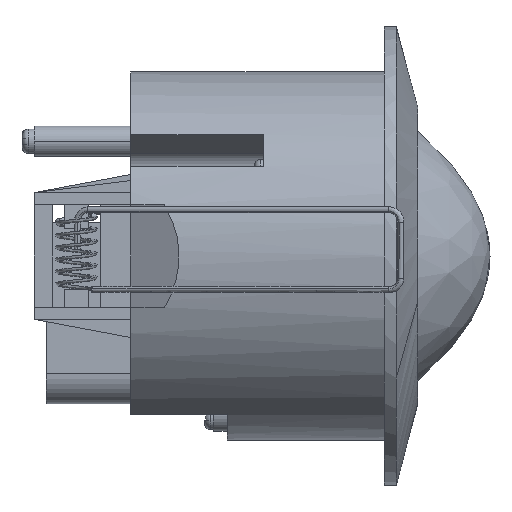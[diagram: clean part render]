
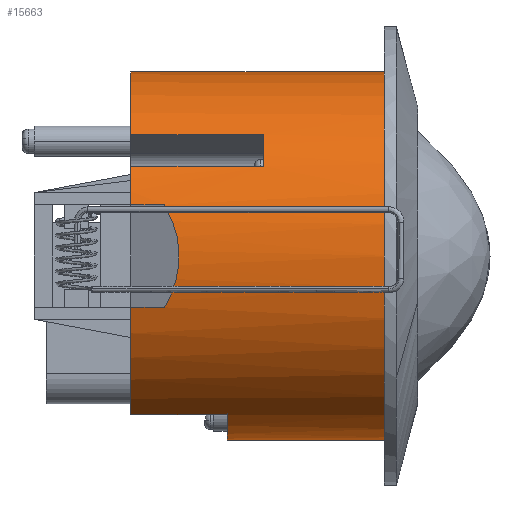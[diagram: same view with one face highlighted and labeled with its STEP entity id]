
A CAD part, left-side view. The second image highlights one B-rep face of the part: STEP entity #15663.
In plain terms, the highlighted cylindrical face has radius 30.5 mm (diameter 61 mm), a partial arc.
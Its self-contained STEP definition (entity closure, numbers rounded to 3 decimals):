
#585 = CARTESIAN_POINT ( 'NONE',  ( -26.617, 23., 14.892 ) ) ;
#680 = AXIS2_PLACEMENT_3D ( 'NONE', #15140, #9869, #7511 ) ;
#740 = CARTESIAN_POINT ( 'NONE',  ( -29.292, 39.417, -8.5 ) ) ;
#875 = VERTEX_POINT ( 'NONE', #14794 ) ;
#1006 = DIRECTION ( 'NONE',  ( 0., -1., 0. ) ) ;
#1045 = ORIENTED_EDGE ( 'NONE', *, *, #5106, .T. ) ;
#1075 = ORIENTED_EDGE ( 'NONE', *, *, #1427, .F. ) ;
#1196 = ORIENTED_EDGE ( 'NONE', *, *, #9469, .T. ) ;
#1427 = EDGE_CURVE ( 'NONE', #14681, #8579, #11580, .T. ) ;
#1762 = DIRECTION ( 'NONE',  ( 0., 0., 1. ) ) ;
#2048 = EDGE_CURVE ( 'NONE', #12634, #7197, #2413, .T. ) ;
#2131 = VERTEX_POINT ( 'NONE', #3092 ) ;
#2168 = VERTEX_POINT ( 'NONE', #585 ) ;
#2242 = EDGE_CURVE ( 'NONE', #12275, #8760, #11527, .T. ) ;
#2413 = CIRCLE ( 'NONE', #3301, 30.5 ) ;
#2566 = VERTEX_POINT ( 'NONE', #11696 ) ;
#2630 = ORIENTED_EDGE ( 'NONE', *, *, #2048, .F. ) ;
#2784 = CARTESIAN_POINT ( 'NONE',  ( -29.292, 39.417, 8.5 ) ) ;
#3037 = ORIENTED_EDGE ( 'NONE', *, *, #7986, .F. ) ;
#3092 = CARTESIAN_POINT ( 'NONE',  ( -26.617, 45., 14.892 ) ) ;
#3301 = AXIS2_PLACEMENT_3D ( 'NONE', #14074, #15292, #5227 ) ;
#3524 = CIRCLE ( 'NONE', #680, 30.5 ) ;
#3548 = DIRECTION ( 'NONE',  ( 0., 0., -1. ) ) ;
#3759 = CARTESIAN_POINT ( 'NONE',  ( -29.292, 61., 8.5 ) ) ;
#3802 = EDGE_CURVE ( 'NONE', #9073, #875, #5132, .T. ) ;
#3810 = VECTOR ( 'NONE', #13389, 1000. ) ;
#4104 = DIRECTION ( 'NONE',  ( 0., 0., -1. ) ) ;
#4110 = DIRECTION ( 'NONE',  ( 0., -1., 0. ) ) ;
#4236 = ORIENTED_EDGE ( 'NONE', *, *, #13213, .F. ) ;
#4246 = VECTOR ( 'NONE', #9252, 1000. ) ;
#4284 = LINE ( 'NONE', #5595, #7030 ) ;
#4291 = DIRECTION ( 'NONE',  ( 0., 1., 0. ) ) ;
#4453 = ORIENTED_EDGE ( 'NONE', *, *, #5233, .F. ) ;
#4649 = CARTESIAN_POINT ( 'NONE',  ( 0., 61., 0. ) ) ;
#4788 = ORIENTED_EDGE ( 'NONE', *, *, #11704, .F. ) ;
#4821 = ORIENTED_EDGE ( 'NONE', *, *, #11440, .T. ) ;
#5050 = LINE ( 'NONE', #7724, #15004 ) ;
#5106 = EDGE_CURVE ( 'NONE', #2168, #2131, #6274, .T. ) ;
#5132 = CIRCLE ( 'NONE', #9303, 30.5 ) ;
#5227 = DIRECTION ( 'NONE',  ( 0., 0., 1. ) ) ;
#5233 = EDGE_CURVE ( 'NONE', #2168, #6124, #3524, .T. ) ;
#5389 = CARTESIAN_POINT ( 'NONE',  ( 0., 45., 0. ) ) ;
#5473 = CARTESIAN_POINT ( 'NONE',  ( 0., 45., 0. ) ) ;
#5595 = CARTESIAN_POINT ( 'NONE',  ( -15.5, 61., -26.268 ) ) ;
#5702 = EDGE_CURVE ( 'NONE', #15075, #2131, #12264, .T. ) ;
#5876 = CARTESIAN_POINT ( 'NONE',  ( -29.292, 39.417, 8.5 ) ) ;
#6096 = ORIENTED_EDGE ( 'NONE', *, *, #2242, .T. ) ;
#6124 = VERTEX_POINT ( 'NONE', #13939 ) ;
#6274 = LINE ( 'NONE', #12592, #11676 ) ;
#6304 = CARTESIAN_POINT ( 'NONE',  ( 0., 1., 30.5 ) ) ;
#6468 = DIRECTION ( 'NONE',  ( 0., -1., 0. ) ) ;
#6540 = CARTESIAN_POINT ( 'NONE',  ( -29.292, 61., -8.5 ) ) ;
#6626 = LINE ( 'NONE', #3759, #11008 ) ;
#6801 = DIRECTION ( 'NONE',  ( 0., 1., 0. ) ) ;
#7030 = VECTOR ( 'NONE', #4110, 1000. ) ;
#7077 = AXIS2_PLACEMENT_3D ( 'NONE', #14100, #6468, #4104 ) ;
#7170 = ORIENTED_EDGE ( 'NONE', *, *, #15608, .T. ) ;
#7172 = LINE ( 'NONE', #12099, #3810 ) ;
#7177 = ORIENTED_EDGE ( 'NONE', *, *, #5702, .F. ) ;
#7197 = VERTEX_POINT ( 'NONE', #9525 ) ;
#7359 = CARTESIAN_POINT ( 'NONE',  ( -15.5, 45., -26.268 ) ) ;
#7511 = DIRECTION ( 'NONE',  ( 0., 0., 1. ) ) ;
#7724 = CARTESIAN_POINT ( 'NONE',  ( 0., 61., 30.5 ) ) ;
#7744 = ORIENTED_EDGE ( 'NONE', *, *, #12185, .F. ) ;
#7933 = CYLINDRICAL_SURFACE ( 'NONE', #12105, 30.5 ) ;
#7973 = DIRECTION ( 'NONE',  ( 0., -1., 0. ) ) ;
#7986 = EDGE_CURVE ( 'NONE', #7197, #12103, #5050, .T. ) ;
#8025 = LINE ( 'NONE', #6540, #4246 ) ;
#8040 = CIRCLE ( 'NONE', #7077, 30.5 ) ;
#8072 = ORIENTED_EDGE ( 'NONE', *, *, #3802, .F. ) ;
#8210 = EDGE_LOOP ( 'NONE', ( #3037, #2630, #4236, #4453, #1045, #7177, #4821, #6096, #7744, #1075, #1196, #8072, #7170, #4788 ) ) ;
#8579 = VERTEX_POINT ( 'NONE', #11909 ) ;
#8612 = CARTESIAN_POINT ( 'NONE',  ( 0., 61., -30.5 ) ) ;
#8712 = DIRECTION ( 'NONE',  ( 0., -1., 0. ) ) ;
#8760 = VERTEX_POINT ( 'NONE', #13402 ) ;
#9073 = VERTEX_POINT ( 'NONE', #10948 ) ;
#9252 = DIRECTION ( 'NONE',  ( 0., -1., 0. ) ) ;
#9303 = AXIS2_PLACEMENT_3D ( 'NONE', #14597, #9654, #13430 ) ;
#9339 = VECTOR ( 'NONE', #12496, 1000. ) ;
#9359 = DIRECTION ( 'NONE',  ( 0., 0., 1. ) ) ;
#9469 = EDGE_CURVE ( 'NONE', #14681, #875, #4284, .T. ) ;
#9525 = CARTESIAN_POINT ( 'NONE',  ( 0., 45., 30.5 ) ) ;
#9654 = DIRECTION ( 'NONE',  ( 0., 1., 0. ) ) ;
#9678 = CARTESIAN_POINT ( 'NONE',  ( -30.914, 36.173, -2.91 ) ) ;
#9869 = DIRECTION ( 'NONE',  ( 0., 1., 0. ) ) ;
#10138 = AXIS2_PLACEMENT_3D ( 'NONE', #5389, #4291, #9359 ) ;
#10708 = FACE_OUTER_BOUND ( 'NONE', #8210, .T. ) ;
#10948 = CARTESIAN_POINT ( 'NONE',  ( 0., 29., -30.5 ) ) ;
#11008 = VECTOR ( 'NONE', #8712, 1000. ) ;
#11258 = DIRECTION ( 'NONE',  ( 0., 1., 0. ) ) ;
#11440 = EDGE_CURVE ( 'NONE', #15075, #12275, #6626, .T. ) ;
#11527 =( BOUNDED_CURVE ( )  B_SPLINE_CURVE ( 3, ( #5876, #15899, #9678, #740 ),
 .UNSPECIFIED., .F., .F. ) 
 B_SPLINE_CURVE_WITH_KNOTS ( ( 4, 4 ),
 ( 6.001, 6.566 ),
 .UNSPECIFIED. ) 
 CURVE ( )  GEOMETRIC_REPRESENTATION_ITEM ( )  RATIONAL_B_SPLINE_CURVE ( ( 1., 0.974, 0.974, 1. ) ) 
 REPRESENTATION_ITEM ( '' )  );
#11580 = CIRCLE ( 'NONE', #12665, 30.5 ) ;
#11676 = VECTOR ( 'NONE', #11258, 1000. ) ;
#11696 = CARTESIAN_POINT ( 'NONE',  ( 0., 1., -30.5 ) ) ;
#11704 = EDGE_CURVE ( 'NONE', #12103, #2566, #8040, .T. ) ;
#11909 = CARTESIAN_POINT ( 'NONE',  ( -29.292, 45., -8.5 ) ) ;
#12099 = CARTESIAN_POINT ( 'NONE',  ( -22.949, 23., 20.089 ) ) ;
#12103 = VERTEX_POINT ( 'NONE', #6304 ) ;
#12105 = AXIS2_PLACEMENT_3D ( 'NONE', #4649, #1006, #3548 ) ;
#12185 = EDGE_CURVE ( 'NONE', #8579, #8760, #8025, .T. ) ;
#12264 = CIRCLE ( 'NONE', #10138, 30.5 ) ;
#12275 = VERTEX_POINT ( 'NONE', #2784 ) ;
#12496 = DIRECTION ( 'NONE',  ( 0., -1., 0. ) ) ;
#12592 = CARTESIAN_POINT ( 'NONE',  ( -26.617, 23., 14.892 ) ) ;
#12634 = VERTEX_POINT ( 'NONE', #14713 ) ;
#12665 = AXIS2_PLACEMENT_3D ( 'NONE', #5473, #6801, #1762 ) ;
#13213 = EDGE_CURVE ( 'NONE', #6124, #12634, #7172, .T. ) ;
#13389 = DIRECTION ( 'NONE',  ( 0., 1., 0. ) ) ;
#13402 = CARTESIAN_POINT ( 'NONE',  ( -29.292, 39.417, -8.5 ) ) ;
#13430 = DIRECTION ( 'NONE',  ( 0., 0., 1. ) ) ;
#13621 = CARTESIAN_POINT ( 'NONE',  ( -29.292, 45., 8.5 ) ) ;
#13939 = CARTESIAN_POINT ( 'NONE',  ( -22.949, 23., 20.089 ) ) ;
#14074 = CARTESIAN_POINT ( 'NONE',  ( 0., 45., 0. ) ) ;
#14100 = CARTESIAN_POINT ( 'NONE',  ( 0., 1., 0. ) ) ;
#14490 = LINE ( 'NONE', #8612, #9339 ) ;
#14597 = CARTESIAN_POINT ( 'NONE',  ( 0., 29., 0. ) ) ;
#14681 = VERTEX_POINT ( 'NONE', #7359 ) ;
#14713 = CARTESIAN_POINT ( 'NONE',  ( -22.949, 45., 20.089 ) ) ;
#14794 = CARTESIAN_POINT ( 'NONE',  ( -15.5, 29., -26.268 ) ) ;
#15004 = VECTOR ( 'NONE', #7973, 1000. ) ;
#15075 = VERTEX_POINT ( 'NONE', #13621 ) ;
#15140 = CARTESIAN_POINT ( 'NONE',  ( 0., 23., 0. ) ) ;
#15292 = DIRECTION ( 'NONE',  ( 0., 1., 0. ) ) ;
#15608 = EDGE_CURVE ( 'NONE', #9073, #2566, #14490, .T. ) ;
#15663 = ADVANCED_FACE ( 'NONE', ( #10708 ), #7933, .T. ) ;
#15899 = CARTESIAN_POINT ( 'NONE',  ( -30.914, 36.173, 2.91 ) ) ;
